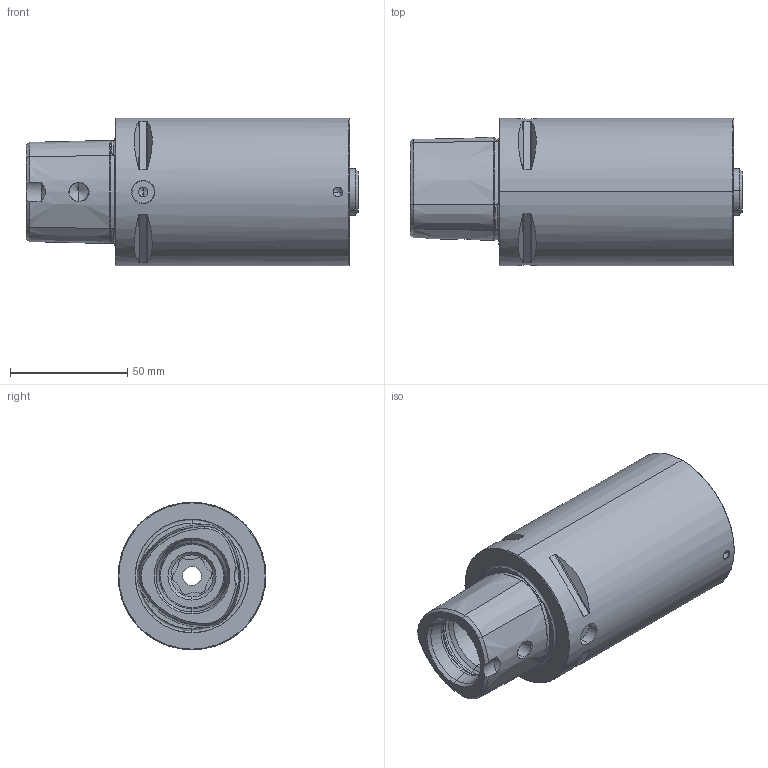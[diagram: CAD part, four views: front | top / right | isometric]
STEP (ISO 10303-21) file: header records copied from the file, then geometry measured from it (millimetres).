
FILE_DESCRIPTION (( 'STEP AP214' ), '1' );
FILE_NAME ('PS6.PS6.K01.100.STEP', '2023-03-31T06:13:20', ( '' ), ( '' ), 'SwSTEP 2.0', 'SolidWorks 2017', '' );
FILE_SCHEMA (( 'AUTOMOTIVE_DESIGN' ));
Length unit declared in the file: millimetre
Products named in the file (4): PS6-ER2.001.024_A; PS6-PS6.K01.100_C; PS6.PS6.K01.100; PS6-ER1.K01.071_A
Assembly tree (3 placements, depth 2):
  PS6.PS6.K01.100
    PS6-PS6.K01.100_C
    PS6-ER1.K01.071_A
    PS6-ER2.001.024_A
Bounding box: 141.6 x 63 x 63 mm (x, y, z)
Volume: 284840.8 mm3; surface area: 58232.4 mm2
Topology: 3 solids, 3 shells, 235 faces, 542 edges, 318 vertices
Faces by surface type: cone 79, cylinder 68, torus 52, plane 36
Entity records: 7457 total; most frequent: CARTESIAN_POINT 1859, DIRECTION 1233, ORIENTED_EDGE 1068, EDGE_CURVE 534, AXIS2_PLACEMENT_3D 530, VERTEX_POINT 318, CIRCLE 289, EDGE_LOOP 256
